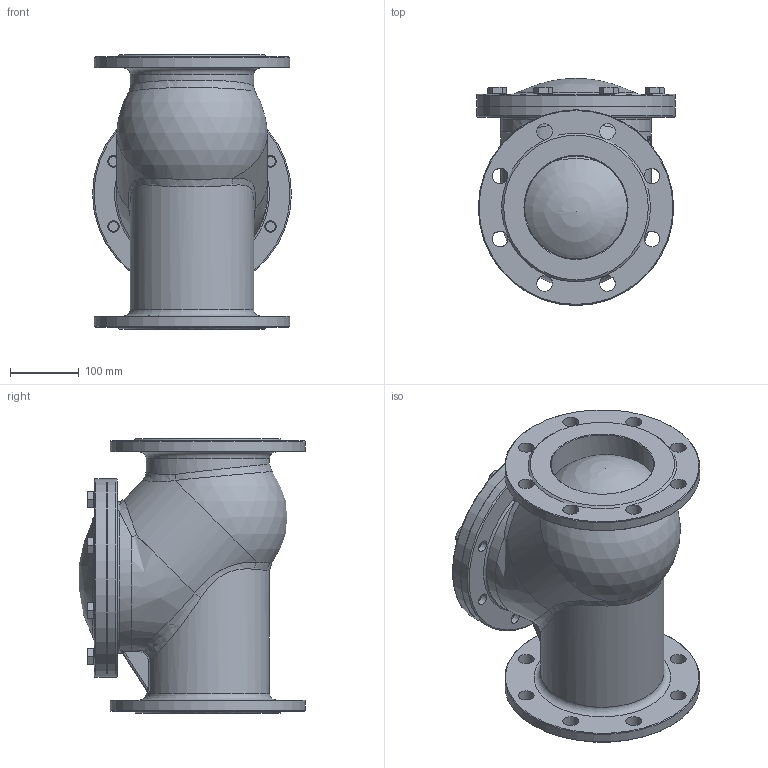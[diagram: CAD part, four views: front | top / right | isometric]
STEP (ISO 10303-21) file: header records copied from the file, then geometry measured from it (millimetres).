
FILE_DESCRIPTION(/* description */ (''),/* implementation_level */ '2;1');
FILE_NAME(/* name */ 'DN150_3D_STEP.stp',/* time_stamp */ '2025-09-29T00:36:14+03:00',/* author */ ('igorr'),/* organization */ (''),/* preprocessor_version */ 'ST-DEVELOPER v20',/* originating_system */ 'Autodesk Inventor 2025',/* authorisation */ '');
FILE_SCHEMA (('AUTOMOTIVE_DESIGN { 1 0 10303 214 3 1 1 }'));
Length unit declared in the file: millimetre
Products named in the file (3): Сборка1; Деталь1; AS 1110 - M16 x 25
Assembly tree (9 placements, depth 2):
  Сборка1
    Деталь1
    AS 1110 - M16 x 25  x8
Bounding box: 290 x 331.07 x 400 mm (x, y, z)
Volume: 14751406.3 mm3; surface area: 769225.7 mm2
Topology: 9 solids, 9 shells, 374 faces, 904 edges, 554 vertices
Faces by surface type: plane 173, cylinder 69, cone 64, bspline 57, torus 8, sphere 3
Full cylindrical faces by diameter (mm): 16 x8, 17 x16, 23 x16, 24 x8, 150 x2, 180 x1, 220 x1, 285 x2, 290 x2
Entity records: 8609 total; most frequent: CARTESIAN_POINT 3459, ORIENTED_EDGE 1088, DIRECTION 901, EDGE_CURVE 544, AXIS2_PLACEMENT_3D 377, VERTEX_POINT 344, EDGE_LOOP 272, FACE_OUTER_BOUND 206
